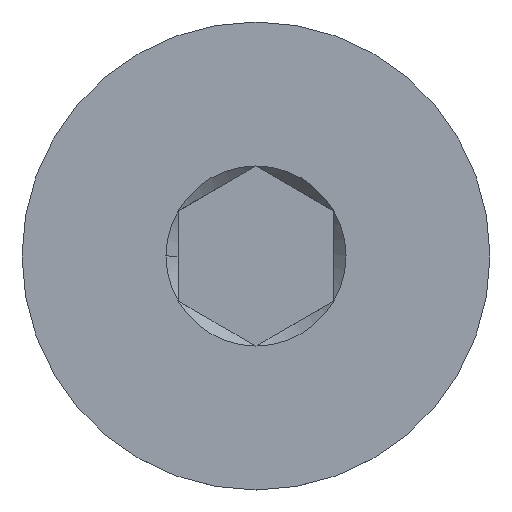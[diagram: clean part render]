
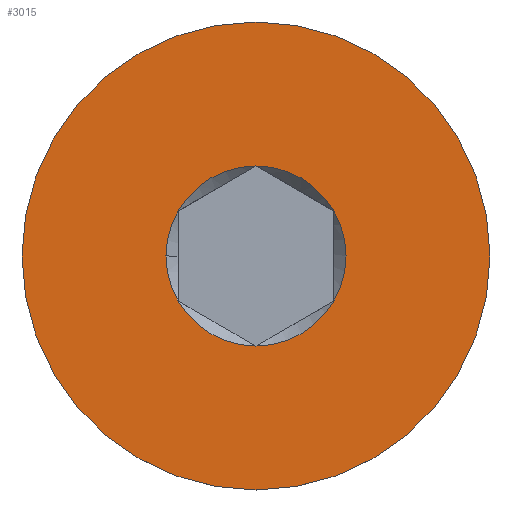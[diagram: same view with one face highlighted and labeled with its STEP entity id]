
A CAD part, top view. The second image highlights one B-rep face of the part: STEP entity #3015.
In plain terms, the highlighted planar face has unit normal (0, 0, 1).
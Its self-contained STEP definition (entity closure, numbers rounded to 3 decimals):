
#20 = VERTEX_POINT ( 'NONE', #2252 ) ;
#37 = CARTESIAN_POINT ( 'NONE',  ( -1., -0.577, 4. ) ) ;
#50 = CARTESIAN_POINT ( 'NONE',  ( -1.155, 0., 4. ) ) ;
#213 = CIRCLE ( 'NONE', #2622, 1.155 ) ;
#235 = DIRECTION ( 'NONE',  ( -1., 0., 0. ) ) ;
#247 = AXIS2_PLACEMENT_3D ( 'NONE', #2025, #2790, #2815 ) ;
#279 = CARTESIAN_POINT ( 'NONE',  ( 0., 0., 4. ) ) ;
#310 = VERTEX_POINT ( 'NONE', #2313 ) ;
#348 = EDGE_CURVE ( 'NONE', #2098, #2184, #1712, .T. ) ;
#398 = EDGE_CURVE ( 'NONE', #310, #2858, #467, .T. ) ;
#418 = CARTESIAN_POINT ( 'NONE',  ( 0., 0., 4. ) ) ;
#453 = EDGE_CURVE ( 'NONE', #1098, #1974, #938, .T. ) ;
#464 = ORIENTED_EDGE ( 'NONE', *, *, #1480, .T. ) ;
#467 = CIRCLE ( 'NONE', #762, 1.155 ) ;
#493 = DIRECTION ( 'NONE',  ( -1., 0., 0. ) ) ;
#524 = CIRCLE ( 'NONE', #247, 1.155 ) ;
#731 = ORIENTED_EDGE ( 'NONE', *, *, #1562, .T. ) ;
#762 = AXIS2_PLACEMENT_3D ( 'NONE', #279, #2882, #2870 ) ;
#783 = CARTESIAN_POINT ( 'NONE',  ( 0., 0., 4. ) ) ;
#788 = EDGE_CURVE ( 'NONE', #1974, #1098, #812, .T. ) ;
#812 = CIRCLE ( 'NONE', #1701, 3. ) ;
#845 = CARTESIAN_POINT ( 'NONE',  ( 0., 3., 4. ) ) ;
#929 = CARTESIAN_POINT ( 'NONE',  ( 0., -1.155, 4. ) ) ;
#932 = AXIS2_PLACEMENT_3D ( 'NONE', #2678, #1655, #2150 ) ;
#938 = CIRCLE ( 'NONE', #932, 3. ) ;
#968 = DIRECTION ( 'NONE',  ( 0., 0., -1. ) ) ;
#992 = CARTESIAN_POINT ( 'NONE',  ( 0., 0., 4. ) ) ;
#1007 = PLANE ( 'NONE',  #1798 ) ;
#1054 = DIRECTION ( 'NONE',  ( 0., 1., 0. ) ) ;
#1077 = ORIENTED_EDGE ( 'NONE', *, *, #348, .T. ) ;
#1098 = VERTEX_POINT ( 'NONE', #845 ) ;
#1217 = CARTESIAN_POINT ( 'NONE',  ( 0., 0., 4. ) ) ;
#1285 = CARTESIAN_POINT ( 'NONE',  ( 0., 0., 4. ) ) ;
#1334 = ORIENTED_EDGE ( 'NONE', *, *, #1668, .T. ) ;
#1344 = CARTESIAN_POINT ( 'NONE',  ( -1., 0.577, 4. ) ) ;
#1363 = CARTESIAN_POINT ( 'NONE',  ( 1., 0.577, 4. ) ) ;
#1410 = DIRECTION ( 'NONE',  ( -1., 0., 0. ) ) ;
#1441 = ORIENTED_EDGE ( 'NONE', *, *, #2538, .T. ) ;
#1480 = EDGE_CURVE ( 'NONE', #20, #2614, #524, .T. ) ;
#1531 = DIRECTION ( 'NONE',  ( 0., 0., -1. ) ) ;
#1551 = DIRECTION ( 'NONE',  ( 0., 0., -1. ) ) ;
#1562 = EDGE_CURVE ( 'NONE', #2614, #3028, #213, .T. ) ;
#1655 = DIRECTION ( 'NONE',  ( 0., 0., 1. ) ) ;
#1668 = EDGE_CURVE ( 'NONE', #3028, #2098, #2928, .T. ) ;
#1701 = AXIS2_PLACEMENT_3D ( 'NONE', #418, #3267, #1709 ) ;
#1709 = DIRECTION ( 'NONE',  ( 0., -1., 0. ) ) ;
#1712 = CIRCLE ( 'NONE', #3329, 1.155 ) ;
#1728 = EDGE_CURVE ( 'NONE', #2184, #310, #2080, .T. ) ;
#1767 = DIRECTION ( 'NONE',  ( 0., 0., -1. ) ) ;
#1798 = AXIS2_PLACEMENT_3D ( 'NONE', #783, #1807, #1054 ) ;
#1807 = DIRECTION ( 'NONE',  ( 0., 0., -1. ) ) ;
#1829 = EDGE_LOOP ( 'NONE', ( #3136, #2984 ) ) ;
#1974 = VERTEX_POINT ( 'NONE', #2831 ) ;
#2025 = CARTESIAN_POINT ( 'NONE',  ( 0., 0., 4. ) ) ;
#2073 = AXIS2_PLACEMENT_3D ( 'NONE', #2935, #2203, #1410 ) ;
#2074 = CIRCLE ( 'NONE', #2073, 1.155 ) ;
#2080 = CIRCLE ( 'NONE', #2865, 1.155 ) ;
#2098 = VERTEX_POINT ( 'NONE', #50 ) ;
#2150 = DIRECTION ( 'NONE',  ( 0., -1., 0. ) ) ;
#2184 = VERTEX_POINT ( 'NONE', #1344 ) ;
#2203 = DIRECTION ( 'NONE',  ( 0., 0., -1. ) ) ;
#2252 = CARTESIAN_POINT ( 'NONE',  ( 1., -0.577, 4. ) ) ;
#2313 = CARTESIAN_POINT ( 'NONE',  ( 0., 1.155, 4. ) ) ;
#2360 = FACE_OUTER_BOUND ( 'NONE', #1829, .T. ) ;
#2401 = FACE_BOUND ( 'NONE', #2581, .T. ) ;
#2538 = EDGE_CURVE ( 'NONE', #2858, #20, #2074, .T. ) ;
#2555 = AXIS2_PLACEMENT_3D ( 'NONE', #1285, #1551, #493 ) ;
#2581 = EDGE_LOOP ( 'NONE', ( #2700, #3148, #1441, #464, #731, #1334, #1077 ) ) ;
#2614 = VERTEX_POINT ( 'NONE', #929 ) ;
#2622 = AXIS2_PLACEMENT_3D ( 'NONE', #1217, #968, #3042 ) ;
#2678 = CARTESIAN_POINT ( 'NONE',  ( 0., 0., 4. ) ) ;
#2700 = ORIENTED_EDGE ( 'NONE', *, *, #1728, .T. ) ;
#2790 = DIRECTION ( 'NONE',  ( 0., 0., -1. ) ) ;
#2815 = DIRECTION ( 'NONE',  ( -1., 0., 0. ) ) ;
#2827 = DIRECTION ( 'NONE',  ( -1., 0., 0. ) ) ;
#2831 = CARTESIAN_POINT ( 'NONE',  ( 0., -3., 4. ) ) ;
#2858 = VERTEX_POINT ( 'NONE', #1363 ) ;
#2865 = AXIS2_PLACEMENT_3D ( 'NONE', #992, #1531, #2827 ) ;
#2870 = DIRECTION ( 'NONE',  ( -1., 0., 0. ) ) ;
#2882 = DIRECTION ( 'NONE',  ( 0., 0., -1. ) ) ;
#2928 = CIRCLE ( 'NONE', #2555, 1.155 ) ;
#2935 = CARTESIAN_POINT ( 'NONE',  ( 0., 0., 4. ) ) ;
#2984 = ORIENTED_EDGE ( 'NONE', *, *, #453, .T. ) ;
#3015 = ADVANCED_FACE ( 'NONE', ( #2360, #2401 ), #1007, .F. ) ;
#3028 = VERTEX_POINT ( 'NONE', #37 ) ;
#3042 = DIRECTION ( 'NONE',  ( -1., 0., 0. ) ) ;
#3136 = ORIENTED_EDGE ( 'NONE', *, *, #788, .T. ) ;
#3148 = ORIENTED_EDGE ( 'NONE', *, *, #398, .T. ) ;
#3267 = DIRECTION ( 'NONE',  ( 0., 0., 1. ) ) ;
#3323 = CARTESIAN_POINT ( 'NONE',  ( 0., 0., 4. ) ) ;
#3329 = AXIS2_PLACEMENT_3D ( 'NONE', #3323, #1767, #235 ) ;
